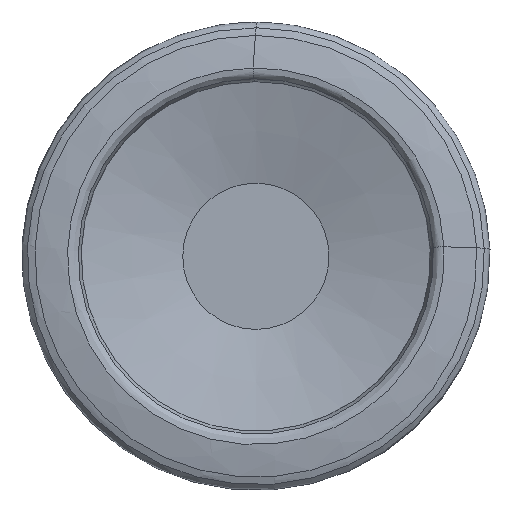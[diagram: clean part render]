
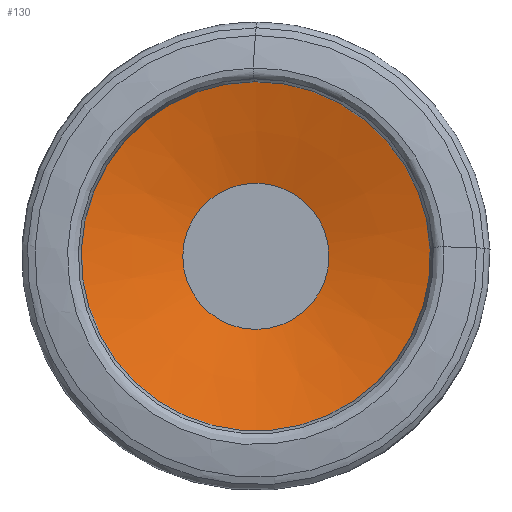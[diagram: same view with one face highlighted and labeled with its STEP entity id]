
A CAD part, left-side view. The second image highlights one B-rep face of the part: STEP entity #130.
In plain terms, the highlighted conical face has half-angle 75 degrees and reference radius 30.49 mm.
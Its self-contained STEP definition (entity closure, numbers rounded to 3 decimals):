
#33=CONICAL_SURFACE('',#563,30.49,75.);
#69=FACE_BOUND('',#229,.T.);
#70=FACE_BOUND('',#230,.T.);
#130=ADVANCED_FACE('',(#69,#70),#33,.F.);
#229=EDGE_LOOP('',(#378));
#230=EDGE_LOOP('',(#379));
#378=ORIENTED_EDGE('',*,*,#465,.F.);
#379=ORIENTED_EDGE('',*,*,#477,.T.);
#404=VERTEX_POINT('',#3159);
#416=VERTEX_POINT('',#3225);
#465=EDGE_CURVE('',#404,#404,#502,.T.);
#477=EDGE_CURVE('',#416,#416,#514,.T.);
#502=CIRCLE('',#540,12.482);
#514=CIRCLE('',#561,30.49);
#540=AXIS2_PLACEMENT_3D('',#3158,#614,#615);
#561=AXIS2_PLACEMENT_3D('',#3224,#659,#660);
#563=AXIS2_PLACEMENT_3D('',#3227,#663,#664);
#614=DIRECTION('',(-1.,0.,0.));
#615=DIRECTION('',(0.,0.,1.));
#659=DIRECTION('',(-1.,0.,0.));
#660=DIRECTION('',(0.,0.,1.));
#663=DIRECTION('',(-1.,0.,0.));
#664=DIRECTION('',(0.,0.,1.));
#3158=CARTESIAN_POINT('',(7.584,0.,0.));
#3159=CARTESIAN_POINT('',(7.584,0.,12.482));
#3224=CARTESIAN_POINT('',(2.759,0.,0.));
#3225=CARTESIAN_POINT('',(2.759,0.,30.49));
#3227=CARTESIAN_POINT('',(2.759,0.,0.));
